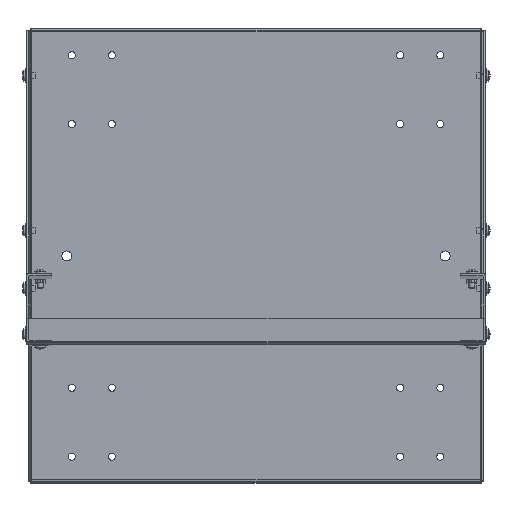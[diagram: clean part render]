
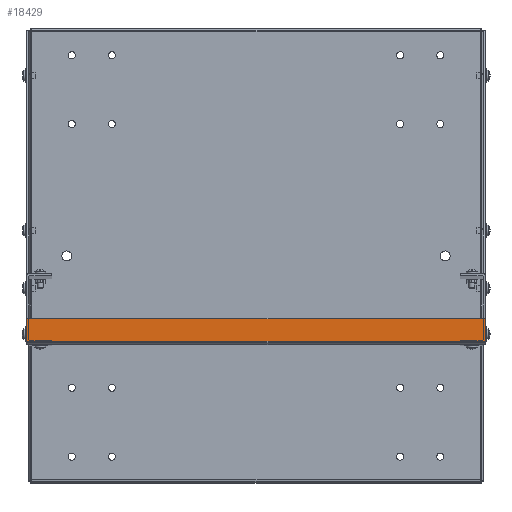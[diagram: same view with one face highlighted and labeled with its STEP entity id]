
A CAD part, top view. The second image highlights one B-rep face of the part: STEP entity #18429.
In plain terms, the highlighted planar face has unit normal (0, 0, 1).
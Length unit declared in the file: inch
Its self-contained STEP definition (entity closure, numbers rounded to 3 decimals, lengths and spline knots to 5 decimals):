
#888 = DIRECTION ( 'NONE',  ( 0., 0., 1. ) ) ;
#1830 = ORIENTED_EDGE ( 'NONE', *, *, #8720, .T. ) ;
#2781 = LINE ( 'NONE', #23895, #29518 ) ;
#3542 = DIRECTION ( 'NONE',  ( -1., 0., 0. ) ) ;
#4108 = ORIENTED_EDGE ( 'NONE', *, *, #12989, .F. ) ;
#5693 = LINE ( 'NONE', #29921, #31259 ) ;
#6304 = VERTEX_POINT ( 'NONE', #30080 ) ;
#6690 = VERTEX_POINT ( 'NONE', #21310 ) ;
#8720 = EDGE_CURVE ( 'NONE', #25191, #6690, #2781, .T. ) ;
#10740 = DIRECTION ( 'NONE',  ( -1., 0., 0. ) ) ;
#11160 = DIRECTION ( 'NONE',  ( 0., -1., 0. ) ) ;
#12986 = EDGE_CURVE ( 'NONE', #25191, #26128, #26072, .T. ) ;
#12989 = EDGE_CURVE ( 'NONE', #26128, #6304, #21700, .T. ) ;
#15531 = CARTESIAN_POINT ( 'NONE',  ( 9.999, -3.858, 79.125 ) ) ;
#16233 = DIRECTION ( 'NONE',  ( 0., 1., 0. ) ) ;
#18429 = ADVANCED_FACE ( 'NONE', ( #24601 ), #19380, .T. ) ;
#19380 = PLANE ( 'NONE',  #24787 ) ;
#21310 = CARTESIAN_POINT ( 'NONE',  ( -10.001, -2.876, 79.125 ) ) ;
#21622 = ORIENTED_EDGE ( 'NONE', *, *, #33282, .F. ) ;
#21700 = LINE ( 'NONE', #24323, #24411 ) ;
#22049 = CARTESIAN_POINT ( 'NONE',  ( 9.999, -4.001, 79.125 ) ) ;
#23854 = EDGE_LOOP ( 'NONE', ( #24882, #1830, #21622, #4108 ) ) ;
#23895 = CARTESIAN_POINT ( 'NONE',  ( 9.999, -2.876, 79.125 ) ) ;
#24323 = CARTESIAN_POINT ( 'NONE',  ( 9.999, -3.858, 79.125 ) ) ;
#24411 = VECTOR ( 'NONE', #3542, 39.37008 ) ;
#24601 = FACE_OUTER_BOUND ( 'NONE', #23854, .T. ) ;
#24787 = AXIS2_PLACEMENT_3D ( 'NONE', #27031, #888, #25392 ) ;
#24882 = ORIENTED_EDGE ( 'NONE', *, *, #12986, .F. ) ;
#25191 = VERTEX_POINT ( 'NONE', #26786 ) ;
#25392 = DIRECTION ( 'NONE',  ( 0., 1., 0. ) ) ;
#26072 = LINE ( 'NONE', #22049, #27757 ) ;
#26128 = VERTEX_POINT ( 'NONE', #15531 ) ;
#26786 = CARTESIAN_POINT ( 'NONE',  ( 9.999, -2.876, 79.125 ) ) ;
#27031 = CARTESIAN_POINT ( 'NONE',  ( 9.999, -4.001, 79.125 ) ) ;
#27757 = VECTOR ( 'NONE', #11160, 39.37008 ) ;
#29518 = VECTOR ( 'NONE', #10740, 39.37008 ) ;
#29921 = CARTESIAN_POINT ( 'NONE',  ( -10.001, -3.858, 79.125 ) ) ;
#30080 = CARTESIAN_POINT ( 'NONE',  ( -10.001, -3.858, 79.125 ) ) ;
#31259 = VECTOR ( 'NONE', #16233, 39.37008 ) ;
#33282 = EDGE_CURVE ( 'NONE', #6304, #6690, #5693, .T. ) ;
